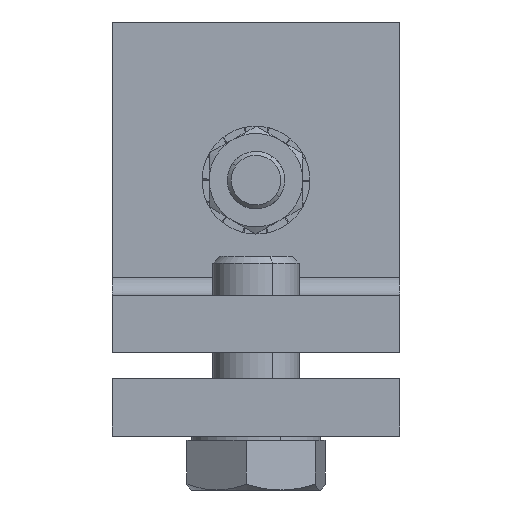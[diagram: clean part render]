
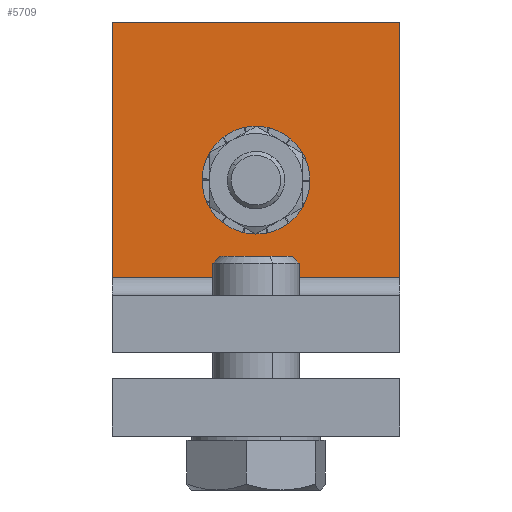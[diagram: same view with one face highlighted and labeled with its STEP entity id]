
A CAD part, left-side view. The second image highlights one B-rep face of the part: STEP entity #5709.
In plain terms, the highlighted planar face has unit normal (-1, 0, 0).
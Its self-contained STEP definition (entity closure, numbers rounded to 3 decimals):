
#254 = ORIENTED_EDGE ( 'NONE', *, *, #816, .T. ) ;
#423 = CARTESIAN_POINT ( 'NONE',  ( 106.177, 84.193, 125.622 ) ) ;
#650 = VECTOR ( 'NONE', #10850, 1000. ) ;
#713 = DIRECTION ( 'NONE',  ( 0., -1., 0. ) ) ;
#816 = EDGE_CURVE ( 'NONE', #13917, #6293, #6380, .T. ) ;
#887 = CARTESIAN_POINT ( 'NONE',  ( 106.177, 44.193, 125.622 ) ) ;
#976 = EDGE_LOOP ( 'NONE', ( #4582, #4955 ) ) ;
#1065 = DIRECTION ( 'NONE',  ( 0., 0., -1. ) ) ;
#1135 = CARTESIAN_POINT ( 'NONE',  ( 106.177, 44.193, 125.622 ) ) ;
#2004 = DIRECTION ( 'NONE',  ( 0., 0., -1. ) ) ;
#3657 = DIRECTION ( 'NONE',  ( 0., 0., -1. ) ) ;
#3995 = FACE_BOUND ( 'NONE', #976, .T. ) ;
#3998 = EDGE_CURVE ( 'NONE', #4097, #4344, #8931, .T. ) ;
#4040 = ORIENTED_EDGE ( 'NONE', *, *, #3998, .F. ) ;
#4097 = VERTEX_POINT ( 'NONE', #1135 ) ;
#4160 = CARTESIAN_POINT ( 'NONE',  ( 106.177, 64.193, 99.372 ) ) ;
#4344 = VERTEX_POINT ( 'NONE', #6074 ) ;
#4413 = DIRECTION ( 'NONE',  ( 1., 0., 0. ) ) ;
#4582 = ORIENTED_EDGE ( 'NONE', *, *, #5174, .T. ) ;
#4621 = CIRCLE ( 'NONE', #10804, 4.25 ) ;
#4806 = VECTOR ( 'NONE', #713, 1000. ) ;
#4955 = ORIENTED_EDGE ( 'NONE', *, *, #13282, .T. ) ;
#5174 = EDGE_CURVE ( 'NONE', #11850, #11664, #7314, .T. ) ;
#5709 = ADVANCED_FACE ( 'NONE', ( #3995, #7472 ), #14310, .F. ) ;
#5972 = VECTOR ( 'NONE', #2004, 1000. ) ;
#6074 = CARTESIAN_POINT ( 'NONE',  ( 106.177, 44.193, 90.122 ) ) ;
#6293 = VERTEX_POINT ( 'NONE', #11156 ) ;
#6380 = LINE ( 'NONE', #8186, #8993 ) ;
#6556 = CARTESIAN_POINT ( 'NONE',  ( 106.177, 44.193, 125.622 ) ) ;
#6727 = ORIENTED_EDGE ( 'NONE', *, *, #8009, .T. ) ;
#7314 = CIRCLE ( 'NONE', #11468, 4.25 ) ;
#7346 = CARTESIAN_POINT ( 'NONE',  ( 106.177, 44.193, 90.122 ) ) ;
#7472 = FACE_OUTER_BOUND ( 'NONE', #8832, .T. ) ;
#7713 = DIRECTION ( 'NONE',  ( 1., 0., 0. ) ) ;
#7778 = DIRECTION ( 'NONE',  ( 0., 0., -1. ) ) ;
#7784 = LINE ( 'NONE', #7346, #4806 ) ;
#8009 = EDGE_CURVE ( 'NONE', #6293, #4344, #7784, .T. ) ;
#8186 = CARTESIAN_POINT ( 'NONE',  ( 106.177, 84.193, 125.622 ) ) ;
#8832 = EDGE_LOOP ( 'NONE', ( #13786, #254, #6727, #4040 ) ) ;
#8837 = CARTESIAN_POINT ( 'NONE',  ( 106.177, 44.193, 125.622 ) ) ;
#8931 = LINE ( 'NONE', #887, #5972 ) ;
#8993 = VECTOR ( 'NONE', #3657, 1000. ) ;
#9104 = CARTESIAN_POINT ( 'NONE',  ( 106.177, 64.193, 103.622 ) ) ;
#9455 = CARTESIAN_POINT ( 'NONE',  ( 106.177, 64.193, 107.872 ) ) ;
#9489 = LINE ( 'NONE', #6556, #650 ) ;
#10804 = AXIS2_PLACEMENT_3D ( 'NONE', #11178, #4413, #7778 ) ;
#10850 = DIRECTION ( 'NONE',  ( 0., -1., 0. ) ) ;
#10920 = AXIS2_PLACEMENT_3D ( 'NONE', #8837, #7713, #1065 ) ;
#11156 = CARTESIAN_POINT ( 'NONE',  ( 106.177, 84.193, 90.122 ) ) ;
#11178 = CARTESIAN_POINT ( 'NONE',  ( 106.177, 64.193, 103.622 ) ) ;
#11344 = DIRECTION ( 'NONE',  ( 0., 0., -1. ) ) ;
#11468 = AXIS2_PLACEMENT_3D ( 'NONE', #9104, #12413, #11344 ) ;
#11664 = VERTEX_POINT ( 'NONE', #9455 ) ;
#11850 = VERTEX_POINT ( 'NONE', #4160 ) ;
#12413 = DIRECTION ( 'NONE',  ( 1., 0., 0. ) ) ;
#13108 = EDGE_CURVE ( 'NONE', #13917, #4097, #9489, .T. ) ;
#13282 = EDGE_CURVE ( 'NONE', #11664, #11850, #4621, .T. ) ;
#13786 = ORIENTED_EDGE ( 'NONE', *, *, #13108, .F. ) ;
#13917 = VERTEX_POINT ( 'NONE', #423 ) ;
#14310 = PLANE ( 'NONE',  #10920 ) ;
